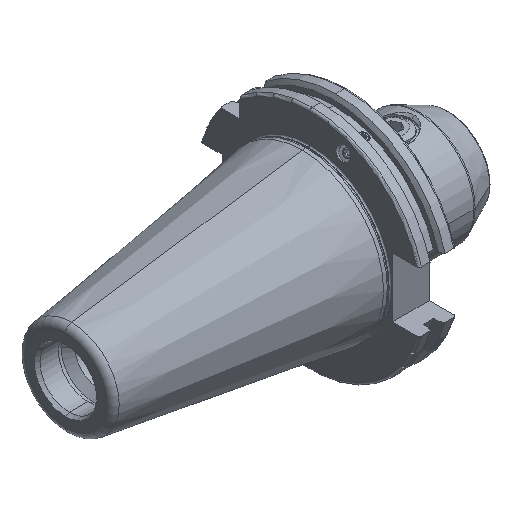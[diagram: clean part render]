
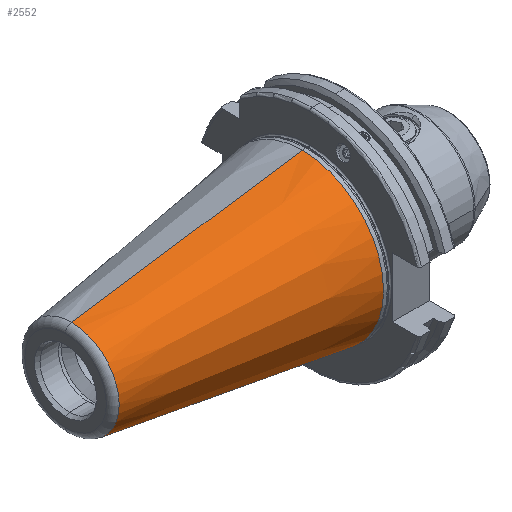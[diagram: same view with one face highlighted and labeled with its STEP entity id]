
A CAD part, isometric view. The second image highlights one B-rep face of the part: STEP entity #2552.
In plain terms, the highlighted conical face has half-angle 8.297 degrees and reference radius 34.925 mm.
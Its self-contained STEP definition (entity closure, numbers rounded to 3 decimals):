
#39 = VERTEX_POINT ( 'NONE', #2061 ) ;
#133 = ORIENTED_EDGE ( 'NONE', *, *, #7594, .T. ) ;
#143 = DIRECTION ( 'NONE',  ( -1., 0., 0. ) ) ;
#230 = AXIS2_PLACEMENT_3D ( 'NONE', #3110, #4238, #4313 ) ;
#335 = EDGE_LOOP ( 'NONE', ( #7389, #2046, #2486, #133 ) ) ;
#359 = DIRECTION ( 'NONE',  ( 0., 1., 0. ) ) ;
#676 = DIRECTION ( 'NONE',  ( 0., -1., 0. ) ) ;
#700 = AXIS2_PLACEMENT_3D ( 'NONE', #3595, #143, #676 ) ;
#768 = CARTESIAN_POINT ( 'NONE',  ( 0., -34.925, 0. ) ) ;
#1098 = VERTEX_POINT ( 'NONE', #3139 ) ;
#1268 = VERTEX_POINT ( 'NONE', #4950 ) ;
#1588 = CARTESIAN_POINT ( 'NONE',  ( 0., 0., 0. ) ) ;
#1658 = CONICAL_SURFACE ( 'NONE', #6096, 34.925, 0.145 ) ;
#1942 = CIRCLE ( 'NONE', #230, 34.925 ) ;
#2046 = ORIENTED_EDGE ( 'NONE', *, *, #2835, .F. ) ;
#2061 = CARTESIAN_POINT ( 'NONE',  ( -99.183, 20.461, 0. ) ) ;
#2486 = ORIENTED_EDGE ( 'NONE', *, *, #2627, .T. ) ;
#2522 = CARTESIAN_POINT ( 'NONE',  ( -99.183, -20.461, 0. ) ) ;
#2552 = ADVANCED_FACE ( 'NONE', ( #5565 ), #1658, .T. ) ;
#2592 = VECTOR ( 'NONE', #6661, 1000. ) ;
#2627 = EDGE_CURVE ( 'NONE', #39, #1268, #5202, .T. ) ;
#2835 = EDGE_CURVE ( 'NONE', #39, #5843, #6721, .T. ) ;
#3110 = CARTESIAN_POINT ( 'NONE',  ( 0., 0., 0. ) ) ;
#3139 = CARTESIAN_POINT ( 'NONE',  ( 0., -34.925, 0. ) ) ;
#3233 = DIRECTION ( 'NONE',  ( 1., 0., 0. ) ) ;
#3540 = LINE ( 'NONE', #768, #2592 ) ;
#3595 = CARTESIAN_POINT ( 'NONE',  ( -99.183, 0., 0. ) ) ;
#4238 = DIRECTION ( 'NONE',  ( -1., 0., 0. ) ) ;
#4313 = DIRECTION ( 'NONE',  ( 0., -1., 0. ) ) ;
#4950 = CARTESIAN_POINT ( 'NONE',  ( 0., 34.925, 0. ) ) ;
#5202 = LINE ( 'NONE', #6950, #7446 ) ;
#5565 = FACE_OUTER_BOUND ( 'NONE', #335, .T. ) ;
#5749 = DIRECTION ( 'NONE',  ( 0.99, 0.144, 0. ) ) ;
#5843 = VERTEX_POINT ( 'NONE', #2522 ) ;
#5864 = EDGE_CURVE ( 'NONE', #5843, #1098, #3540, .T. ) ;
#6096 = AXIS2_PLACEMENT_3D ( 'NONE', #1588, #3233, #359 ) ;
#6661 = DIRECTION ( 'NONE',  ( 0.99, -0.144, 0. ) ) ;
#6721 = CIRCLE ( 'NONE', #700, 20.461 ) ;
#6950 = CARTESIAN_POINT ( 'NONE',  ( 0., 34.925, 0. ) ) ;
#7389 = ORIENTED_EDGE ( 'NONE', *, *, #5864, .F. ) ;
#7446 = VECTOR ( 'NONE', #5749, 1000. ) ;
#7594 = EDGE_CURVE ( 'NONE', #1268, #1098, #1942, .T. ) ;
